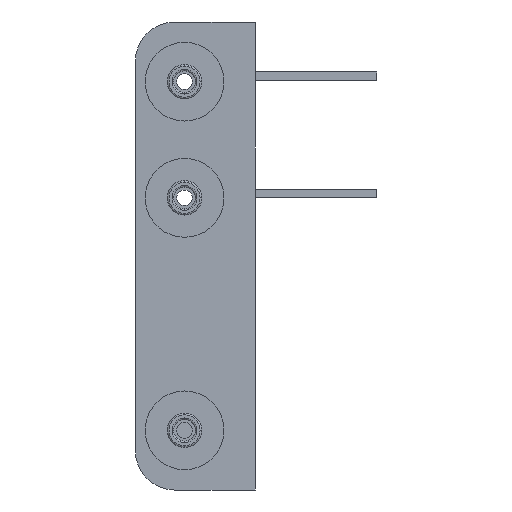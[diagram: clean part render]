
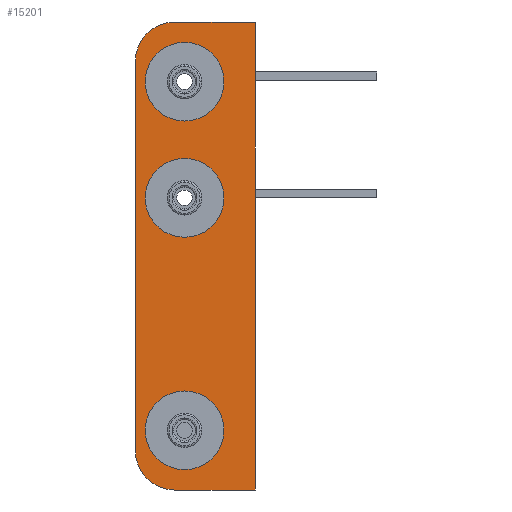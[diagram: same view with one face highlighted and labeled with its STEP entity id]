
A CAD part, left-side view. The second image highlights one B-rep face of the part: STEP entity #15201.
In plain terms, the highlighted planar face has unit normal (-1, 0, 0).
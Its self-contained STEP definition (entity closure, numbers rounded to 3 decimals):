
#291 = CARTESIAN_POINT ( 'NONE',  ( -25.25, 7.19, 5.9 ) ) ;
#363 = DIRECTION ( 'NONE',  ( 1., 0., 0. ) ) ;
#631 = CIRCLE ( 'NONE', #13916, 4. ) ;
#693 = DIRECTION ( 'NONE',  ( -1., 0., 0. ) ) ;
#811 = CARTESIAN_POINT ( 'NONE',  ( -25.25, 7.19, 5.9 ) ) ;
#834 = CIRCLE ( 'NONE', #12973, 4. ) ;
#909 = CARTESIAN_POINT ( 'NONE',  ( -25.25, 8.19, 19.76 ) ) ;
#1176 = CIRCLE ( 'NONE', #14108, 4. ) ;
#1457 = DIRECTION ( 'NONE',  ( 0., 0., -1. ) ) ;
#1694 = ORIENTED_EDGE ( 'NONE', *, *, #21455, .T. ) ;
#2077 = CARTESIAN_POINT ( 'NONE',  ( -25.25, 12.19, 19.76 ) ) ;
#2234 = DIRECTION ( 'NONE',  ( -1., 0., 0. ) ) ;
#2760 = CIRCLE ( 'NONE', #13981, 4. ) ;
#2921 = LINE ( 'NONE', #6755, #15778 ) ;
#3099 = EDGE_CURVE ( 'NONE', #17295, #18040, #17352, .T. ) ;
#3182 = DIRECTION ( 'NONE',  ( 0., 0., -1. ) ) ;
#4226 = CIRCLE ( 'NONE', #20063, 4. ) ;
#4307 = EDGE_LOOP ( 'NONE', ( #7118, #15546 ) ) ;
#4316 = ORIENTED_EDGE ( 'NONE', *, *, #18775, .T. ) ;
#4366 = CARTESIAN_POINT ( 'NONE',  ( -25.25, 8.19, 23.76 ) ) ;
#4628 = DIRECTION ( 'NONE',  ( 0., 0., -1. ) ) ;
#4657 = DIRECTION ( 'NONE',  ( -1., 0., 0. ) ) ;
#4784 = DIRECTION ( 'NONE',  ( 0., 0., 1. ) ) ;
#4973 = EDGE_LOOP ( 'NONE', ( #4316, #18311, #11956, #21506, #14127, #1694 ) ) ;
#5017 = EDGE_CURVE ( 'NONE', #6800, #12166, #631, .T. ) ;
#5480 = CARTESIAN_POINT ( 'NONE',  ( -25.25, 12.19, -17.78 ) ) ;
#5958 = DIRECTION ( 'NONE',  ( 0., 0., 1. ) ) ;
#6040 = EDGE_LOOP ( 'NONE', ( #6370, #17052 ) ) ;
#6119 = DIRECTION ( 'NONE',  ( 0., 0., 1. ) ) ;
#6361 = CARTESIAN_POINT ( 'NONE',  ( -25.25, 7.19, -17.7 ) ) ;
#6370 = ORIENTED_EDGE ( 'NONE', *, *, #20898, .F. ) ;
#6376 = EDGE_CURVE ( 'NONE', #12166, #6800, #15824, .T. ) ;
#6443 = EDGE_CURVE ( 'NONE', #9544, #8707, #7148, .T. ) ;
#6565 = CARTESIAN_POINT ( 'NONE',  ( -25.25, 7.19, 1.9 ) ) ;
#6628 = CARTESIAN_POINT ( 'NONE',  ( -25.25, 7.19, -17.7 ) ) ;
#6679 = VERTEX_POINT ( 'NONE', #4366 ) ;
#6711 = FACE_BOUND ( 'NONE', #20381, .T. ) ;
#6755 = CARTESIAN_POINT ( 'NONE',  ( -25.25, 12.19, 23.76 ) ) ;
#6800 = VERTEX_POINT ( 'NONE', #6565 ) ;
#7118 = ORIENTED_EDGE ( 'NONE', *, *, #18168, .T. ) ;
#7148 = LINE ( 'NONE', #17172, #15550 ) ;
#7447 = AXIS2_PLACEMENT_3D ( 'NONE', #291, #363, #20606 ) ;
#7905 = CARTESIAN_POINT ( 'NONE',  ( -25.25, 8.19, -19.76 ) ) ;
#8070 = CARTESIAN_POINT ( 'NONE',  ( -25.25, 7.19, -13.7 ) ) ;
#8613 = CARTESIAN_POINT ( 'NONE',  ( -25.25, 7.19, -21.7 ) ) ;
#8707 = VERTEX_POINT ( 'NONE', #10371 ) ;
#9230 = ORIENTED_EDGE ( 'NONE', *, *, #6376, .T. ) ;
#9544 = VERTEX_POINT ( 'NONE', #10769 ) ;
#9631 = CARTESIAN_POINT ( 'NONE',  ( -25.25, 8.19, -23.76 ) ) ;
#9684 = CARTESIAN_POINT ( 'NONE',  ( -25.25, 7.19, 17.7 ) ) ;
#9735 = DIRECTION ( 'NONE',  ( 0., 0., 1. ) ) ;
#10228 = DIRECTION ( 'NONE',  ( 0., -1., 0. ) ) ;
#10371 = CARTESIAN_POINT ( 'NONE',  ( -25.25, 0., -23.76 ) ) ;
#10512 = VECTOR ( 'NONE', #4628, 1000. ) ;
#10684 = CARTESIAN_POINT ( 'NONE',  ( -25.25, 7.19, 21.7 ) ) ;
#10769 = CARTESIAN_POINT ( 'NONE',  ( -25.25, 0., 23.76 ) ) ;
#10925 = DIRECTION ( 'NONE',  ( 0., 0., -1. ) ) ;
#11410 = VERTEX_POINT ( 'NONE', #15215 ) ;
#11752 = VERTEX_POINT ( 'NONE', #10684 ) ;
#11909 = EDGE_CURVE ( 'NONE', #11410, #11752, #2760, .T. ) ;
#11956 = ORIENTED_EDGE ( 'NONE', *, *, #17010, .T. ) ;
#12163 = PLANE ( 'NONE',  #21429 ) ;
#12166 = VERTEX_POINT ( 'NONE', #19054 ) ;
#12247 = FACE_OUTER_BOUND ( 'NONE', #4973, .T. ) ;
#12973 = AXIS2_PLACEMENT_3D ( 'NONE', #909, #693, #5958 ) ;
#13831 = CIRCLE ( 'NONE', #18745, 4. ) ;
#13916 = AXIS2_PLACEMENT_3D ( 'NONE', #811, #14194, #10925 ) ;
#13981 = AXIS2_PLACEMENT_3D ( 'NONE', #19542, #4657, #6119 ) ;
#14108 = AXIS2_PLACEMENT_3D ( 'NONE', #9684, #16523, #4784 ) ;
#14127 = ORIENTED_EDGE ( 'NONE', *, *, #21792, .F. ) ;
#14194 = DIRECTION ( 'NONE',  ( 1., 0., 0. ) ) ;
#14796 = LINE ( 'NONE', #15585, #16087 ) ;
#14881 = DIRECTION ( 'NONE',  ( 1., 0., 0. ) ) ;
#15201 = ADVANCED_FACE ( 'NONE', ( #12247, #18511, #16419, #6711 ), #12163, .T. ) ;
#15215 = CARTESIAN_POINT ( 'NONE',  ( -25.25, 7.19, 13.7 ) ) ;
#15392 = DIRECTION ( 'NONE',  ( 0., 0., -1. ) ) ;
#15397 = EDGE_CURVE ( 'NONE', #17023, #20932, #13831, .T. ) ;
#15546 = ORIENTED_EDGE ( 'NONE', *, *, #15397, .T. ) ;
#15550 = VECTOR ( 'NONE', #15392, 1000. ) ;
#15585 = CARTESIAN_POINT ( 'NONE',  ( -25.25, 12.19, -23.76 ) ) ;
#15630 = CARTESIAN_POINT ( 'NONE',  ( -25.25, 12.19, -19.76 ) ) ;
#15778 = VECTOR ( 'NONE', #20398, 1000. ) ;
#15824 = CIRCLE ( 'NONE', #7447, 4. ) ;
#16087 = VECTOR ( 'NONE', #10228, 1000. ) ;
#16419 = FACE_BOUND ( 'NONE', #6040, .T. ) ;
#16523 = DIRECTION ( 'NONE',  ( -1., 0., 0. ) ) ;
#16560 = LINE ( 'NONE', #21513, #10512 ) ;
#16922 = ORIENTED_EDGE ( 'NONE', *, *, #5017, .T. ) ;
#17010 = EDGE_CURVE ( 'NONE', #18040, #8707, #14796, .T. ) ;
#17023 = VERTEX_POINT ( 'NONE', #8613 ) ;
#17052 = ORIENTED_EDGE ( 'NONE', *, *, #11909, .F. ) ;
#17172 = CARTESIAN_POINT ( 'NONE',  ( -25.25, 0., -17.78 ) ) ;
#17295 = VERTEX_POINT ( 'NONE', #15630 ) ;
#17352 = CIRCLE ( 'NONE', #17512, 4. ) ;
#17512 = AXIS2_PLACEMENT_3D ( 'NONE', #7905, #21562, #9735 ) ;
#18040 = VERTEX_POINT ( 'NONE', #9631 ) ;
#18168 = EDGE_CURVE ( 'NONE', #20932, #17023, #4226, .T. ) ;
#18311 = ORIENTED_EDGE ( 'NONE', *, *, #3099, .T. ) ;
#18383 = VERTEX_POINT ( 'NONE', #2077 ) ;
#18511 = FACE_BOUND ( 'NONE', #4307, .T. ) ;
#18738 = DIRECTION ( 'NONE',  ( 0., 0., 1. ) ) ;
#18745 = AXIS2_PLACEMENT_3D ( 'NONE', #6361, #14881, #1457 ) ;
#18775 = EDGE_CURVE ( 'NONE', #18383, #17295, #16560, .T. ) ;
#19054 = CARTESIAN_POINT ( 'NONE',  ( -25.25, 7.19, 9.9 ) ) ;
#19542 = CARTESIAN_POINT ( 'NONE',  ( -25.25, 7.19, 17.7 ) ) ;
#19980 = DIRECTION ( 'NONE',  ( 1., 0., 0. ) ) ;
#20063 = AXIS2_PLACEMENT_3D ( 'NONE', #6628, #19980, #3182 ) ;
#20381 = EDGE_LOOP ( 'NONE', ( #9230, #16922 ) ) ;
#20398 = DIRECTION ( 'NONE',  ( 0., -1., 0. ) ) ;
#20606 = DIRECTION ( 'NONE',  ( 0., 0., -1. ) ) ;
#20898 = EDGE_CURVE ( 'NONE', #11752, #11410, #1176, .T. ) ;
#20932 = VERTEX_POINT ( 'NONE', #8070 ) ;
#21429 = AXIS2_PLACEMENT_3D ( 'NONE', #5480, #2234, #18738 ) ;
#21455 = EDGE_CURVE ( 'NONE', #6679, #18383, #834, .T. ) ;
#21506 = ORIENTED_EDGE ( 'NONE', *, *, #6443, .F. ) ;
#21513 = CARTESIAN_POINT ( 'NONE',  ( -25.25, 12.19, -17.78 ) ) ;
#21562 = DIRECTION ( 'NONE',  ( -1., 0., 0. ) ) ;
#21792 = EDGE_CURVE ( 'NONE', #6679, #9544, #2921, .T. ) ;
